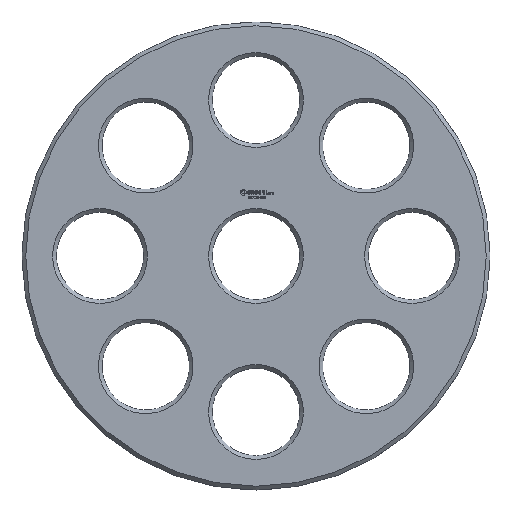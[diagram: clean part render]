
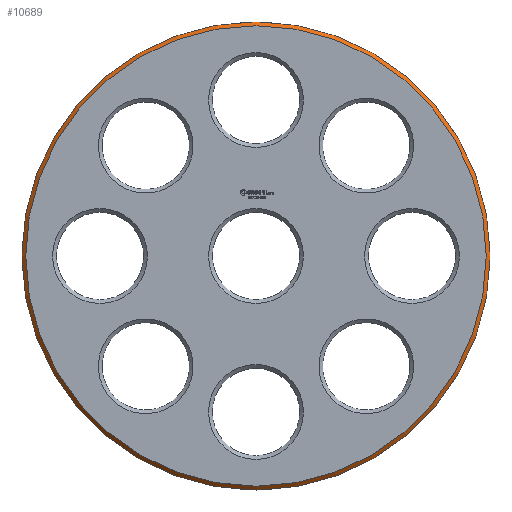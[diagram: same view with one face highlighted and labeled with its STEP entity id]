
A CAD part, top view. The second image highlights one B-rep face of the part: STEP entity #10689.
In plain terms, the highlighted conical face has half-angle 45 degrees and reference radius 18.75 mm.
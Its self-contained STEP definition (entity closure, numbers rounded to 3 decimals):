
#21 = EDGE_CURVE('',#22,#22,#24,.T.);
#22 = VERTEX_POINT('',#23);
#23 = CARTESIAN_POINT('',(18.45,0.,3.125));
#24 = SURFACE_CURVE('',#25,(#30,#42),.PCURVE_S1.);
#25 = CIRCLE('',#26,18.45);
#26 = AXIS2_PLACEMENT_3D('',#27,#28,#29);
#27 = CARTESIAN_POINT('',(0.,0.,3.125));
#28 = DIRECTION('',(0.,0.,-1.));
#29 = DIRECTION('',(1.,0.,0.));
#30 = PCURVE('',#31,#36);
#31 = PLANE('',#32);
#32 = AXIS2_PLACEMENT_3D('',#33,#34,#35);
#33 = CARTESIAN_POINT('',(0.,0.,3.125));
#34 = DIRECTION('',(0.,0.,-1.));
#35 = DIRECTION('',(1.,0.,0.));
#36 = DEFINITIONAL_REPRESENTATION('',(#37),#41);
#37 = CIRCLE('',#38,18.45);
#38 = AXIS2_PLACEMENT_2D('',#39,#40);
#39 = CARTESIAN_POINT('',(0.,0.));
#40 = DIRECTION('',(1.,0.));
#41 = ( GEOMETRIC_REPRESENTATION_CONTEXT(2) 
PARAMETRIC_REPRESENTATION_CONTEXT() REPRESENTATION_CONTEXT('2D SPACE',''
  ) );
#42 = PCURVE('',#43,#48);
#43 = CONICAL_SURFACE('',#44,18.75,0.785);
#44 = AXIS2_PLACEMENT_3D('',#45,#46,#47);
#45 = CARTESIAN_POINT('',(0.,0.,2.825));
#46 = DIRECTION('',(0.,0.,-1.));
#47 = DIRECTION('',(1.,0.,0.));
#48 = DEFINITIONAL_REPRESENTATION('',(#49),#53);
#49 = LINE('',#50,#51);
#50 = CARTESIAN_POINT('',(0.,-0.3));
#51 = VECTOR('',#52,1.);
#52 = DIRECTION('',(1.,-0.));
#53 = ( GEOMETRIC_REPRESENTATION_CONTEXT(2) 
PARAMETRIC_REPRESENTATION_CONTEXT() REPRESENTATION_CONTEXT('2D SPACE',''
  ) );
#10689 = ADVANCED_FACE('',(#10690),#43,.T.);
#10690 = FACE_BOUND('',#10691,.F.);
#10691 = EDGE_LOOP('',(#10692,#10721,#10742,#10743));
#10692 = ORIENTED_EDGE('',*,*,#10693,.T.);
#10693 = EDGE_CURVE('',#10694,#10694,#10696,.T.);
#10694 = VERTEX_POINT('',#10695);
#10695 = CARTESIAN_POINT('',(18.75,0.,2.825));
#10696 = SURFACE_CURVE('',#10697,(#10702,#10709),.PCURVE_S1.);
#10697 = CIRCLE('',#10698,18.75);
#10698 = AXIS2_PLACEMENT_3D('',#10699,#10700,#10701);
#10699 = CARTESIAN_POINT('',(0.,0.,2.825));
#10700 = DIRECTION('',(0.,0.,-1.));
#10701 = DIRECTION('',(1.,0.,0.));
#10702 = PCURVE('',#43,#10703);
#10703 = DEFINITIONAL_REPRESENTATION('',(#10704),#10708);
#10704 = LINE('',#10705,#10706);
#10705 = CARTESIAN_POINT('',(0.,-0.));
#10706 = VECTOR('',#10707,1.);
#10707 = DIRECTION('',(1.,-0.));
#10708 = ( GEOMETRIC_REPRESENTATION_CONTEXT(2) 
PARAMETRIC_REPRESENTATION_CONTEXT() REPRESENTATION_CONTEXT('2D SPACE',''
  ) );
#10709 = PCURVE('',#10710,#10715);
#10710 = CYLINDRICAL_SURFACE('',#10711,18.75);
#10711 = AXIS2_PLACEMENT_3D('',#10712,#10713,#10714);
#10712 = CARTESIAN_POINT('',(0.,0.,2.325));
#10713 = DIRECTION('',(0.,0.,1.));
#10714 = DIRECTION('',(1.,0.,0.));
#10715 = DEFINITIONAL_REPRESENTATION('',(#10716),#10720);
#10716 = LINE('',#10717,#10718);
#10717 = CARTESIAN_POINT('',(-0.,0.5));
#10718 = VECTOR('',#10719,1.);
#10719 = DIRECTION('',(-1.,0.));
#10720 = ( GEOMETRIC_REPRESENTATION_CONTEXT(2) 
PARAMETRIC_REPRESENTATION_CONTEXT() REPRESENTATION_CONTEXT('2D SPACE',''
  ) );
#10721 = ORIENTED_EDGE('',*,*,#10722,.T.);
#10722 = EDGE_CURVE('',#10694,#22,#10723,.T.);
#10723 = SEAM_CURVE('',#10724,(#10728,#10735),.PCURVE_S1.);
#10724 = LINE('',#10725,#10726);
#10725 = CARTESIAN_POINT('',(18.75,0.,2.825));
#10726 = VECTOR('',#10727,1.);
#10727 = DIRECTION('',(-0.707,0.,
    0.707));
#10728 = PCURVE('',#43,#10729);
#10729 = DEFINITIONAL_REPRESENTATION('',(#10730),#10734);
#10730 = LINE('',#10731,#10732);
#10731 = CARTESIAN_POINT('',(0.,-0.));
#10732 = VECTOR('',#10733,1.);
#10733 = DIRECTION('',(0.,-1.));
#10734 = ( GEOMETRIC_REPRESENTATION_CONTEXT(2) 
PARAMETRIC_REPRESENTATION_CONTEXT() REPRESENTATION_CONTEXT('2D SPACE',''
  ) );
#10735 = PCURVE('',#43,#10736);
#10736 = DEFINITIONAL_REPRESENTATION('',(#10737),#10741);
#10737 = LINE('',#10738,#10739);
#10738 = CARTESIAN_POINT('',(6.283,-0.));
#10739 = VECTOR('',#10740,1.);
#10740 = DIRECTION('',(0.,-1.));
#10741 = ( GEOMETRIC_REPRESENTATION_CONTEXT(2) 
PARAMETRIC_REPRESENTATION_CONTEXT() REPRESENTATION_CONTEXT('2D SPACE',''
  ) );
#10742 = ORIENTED_EDGE('',*,*,#21,.F.);
#10743 = ORIENTED_EDGE('',*,*,#10722,.F.);
